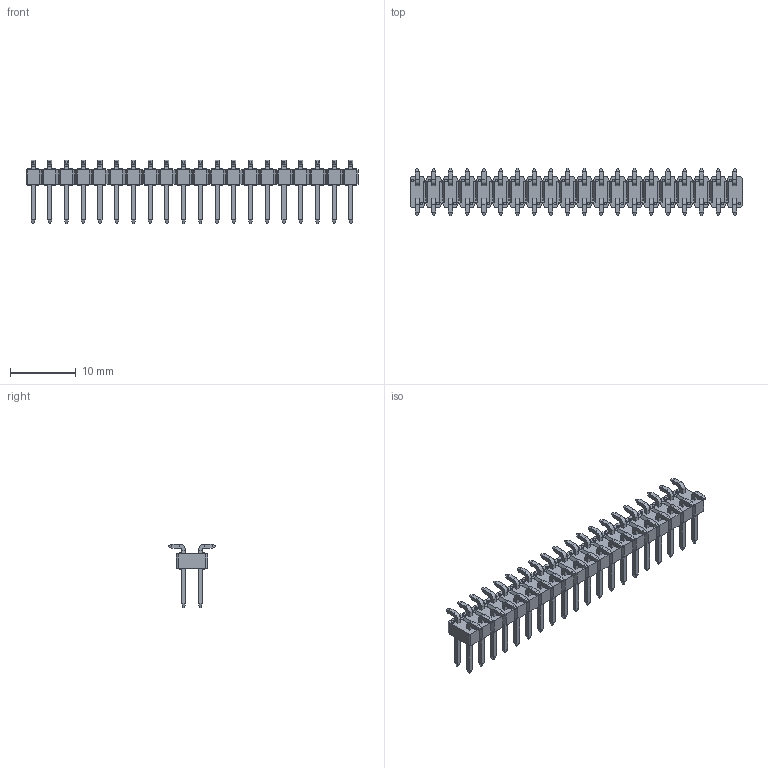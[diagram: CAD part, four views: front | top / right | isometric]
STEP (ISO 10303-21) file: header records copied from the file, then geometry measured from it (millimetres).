
FILE_DESCRIPTION((''),'2;1');
FILE_NAME('95278_Y01_40_ASM','2006-12-07T',('lmulin'),('FCI - CDC Division'),'PRO/ENGINEER BY PARAMETRIC TECHNOLOGY CORPORATION, 2004490','PRO/ENGINEER BY PARAMETRIC TECHNOLOGY CORPORATION, 2004490','');
FILE_SCHEMA(('CONFIG_CONTROL_DESIGN'));
Length unit declared in the file: millimetre
Products named in the file (3): 98470-001; 77310_YXXSMT; 95278_Y01_40_ASM
Assembly tree (41 placements, depth 2):
  95278_Y01_40_ASM
    98470-001
    77310_YXXSMT  x40
Bounding box: 50.4 x 7.29 x 9.66 mm (x, y, z)
Volume: 605.2 mm3; surface area: 2127.7 mm2
Topology: 41 solids, 41 shells, 1632 faces, 3656 edges, 2224 vertices
Faces by surface type: plane 1392, cylinder 240
Entity records: 23485 total; most frequent: CARTESIAN_POINT 4046, DIRECTION 3900, ORIENTED_EDGE 3880, EDGE_CURVE 1940, VECTOR 1616, LINE 1616, VERTEX_POINT 1288, AXIS2_PLACEMENT_3D 1142
